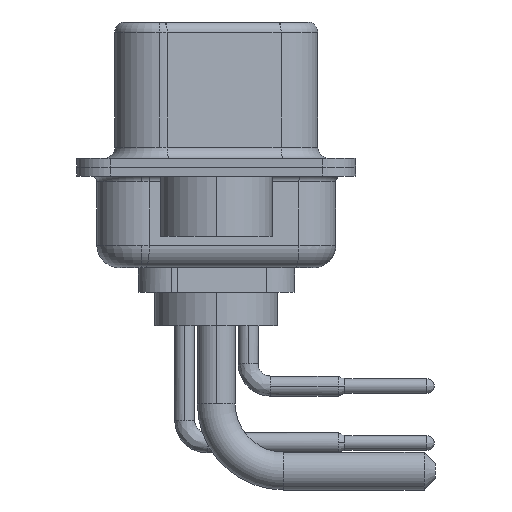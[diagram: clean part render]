
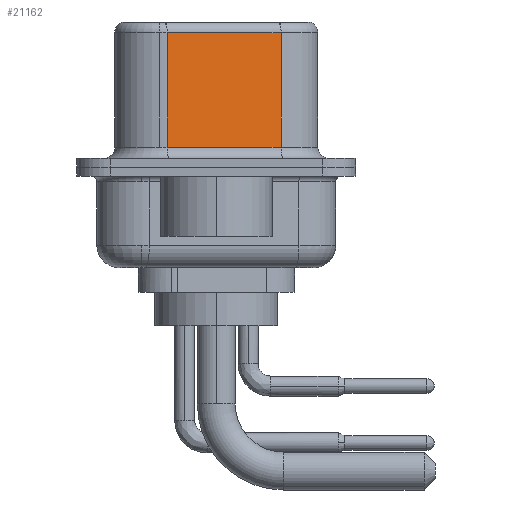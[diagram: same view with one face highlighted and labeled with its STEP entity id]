
A CAD part, left-side view. The second image highlights one B-rep face of the part: STEP entity #21162.
In plain terms, the highlighted planar face has unit normal (-0.985, -0.174, 0).
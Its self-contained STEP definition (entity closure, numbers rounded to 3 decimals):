
#28 = CARTESIAN_POINT ( 'NONE',  ( 3.68, 2.203, 6.52 ) ) ;
#951 = ORIENTED_EDGE ( 'NONE', *, *, #10410, .T. ) ;
#1111 = EDGE_CURVE ( 'NONE', #24611, #3721, #7239, .T. ) ;
#3721 = VERTEX_POINT ( 'NONE', #8205 ) ;
#4309 = DIRECTION ( 'NONE',  ( 0.174, -0.985, 0. ) ) ;
#4381 = CARTESIAN_POINT ( 'NONE',  ( 4.58, -2.897, 6.02 ) ) ;
#6320 = LINE ( 'NONE', #22899, #15890 ) ;
#6691 = CARTESIAN_POINT ( 'NONE',  ( 4.58, -2.897, 6.52 ) ) ;
#7090 = DIRECTION ( 'NONE',  ( 0., 0., -1. ) ) ;
#7239 = LINE ( 'NONE', #6691, #16936 ) ;
#7818 = PLANE ( 'NONE',  #7954 ) ;
#7954 = AXIS2_PLACEMENT_3D ( 'NONE', #20594, #22765, #16532 ) ;
#8205 = CARTESIAN_POINT ( 'NONE',  ( 4.58, -2.897, 0.9 ) ) ;
#9333 = CARTESIAN_POINT ( 'NONE',  ( 4.58, -2.897, 6.02 ) ) ;
#10410 = EDGE_CURVE ( 'NONE', #26227, #3721, #6320, .T. ) ;
#12341 = ORIENTED_EDGE ( 'NONE', *, *, #25451, .T. ) ;
#12403 = VECTOR ( 'NONE', #15884, 1000. ) ;
#14306 = CARTESIAN_POINT ( 'NONE',  ( 3.68, 2.203, 6.02 ) ) ;
#14345 = FACE_OUTER_BOUND ( 'NONE', #24578, .T. ) ;
#14418 = VECTOR ( 'NONE', #22688, 1000. ) ;
#15884 = DIRECTION ( 'NONE',  ( -0.174, 0.985, 0. ) ) ;
#15890 = VECTOR ( 'NONE', #4309, 1000. ) ;
#16532 = DIRECTION ( 'NONE',  ( -0.174, 0.985, 0. ) ) ;
#16936 = VECTOR ( 'NONE', #7090, 1000. ) ;
#17782 = LINE ( 'NONE', #9333, #12403 ) ;
#18499 = LINE ( 'NONE', #28, #14418 ) ;
#18771 = ORIENTED_EDGE ( 'NONE', *, *, #20272, .T. ) ;
#19973 = VERTEX_POINT ( 'NONE', #14306 ) ;
#20272 = EDGE_CURVE ( 'NONE', #19973, #26227, #18499, .T. ) ;
#20594 = CARTESIAN_POINT ( 'NONE',  ( 4.58, -2.897, 6.52 ) ) ;
#21162 = ADVANCED_FACE ( 'NONE', ( #14345 ), #7818, .F. ) ;
#22238 = ORIENTED_EDGE ( 'NONE', *, *, #1111, .F. ) ;
#22283 = CARTESIAN_POINT ( 'NONE',  ( 3.68, 2.203, 0.9 ) ) ;
#22688 = DIRECTION ( 'NONE',  ( 0., 0., -1. ) ) ;
#22765 = DIRECTION ( 'NONE',  ( 0.985, 0.174, 0. ) ) ;
#22899 = CARTESIAN_POINT ( 'NONE',  ( 4.58, -2.897, 0.9 ) ) ;
#24578 = EDGE_LOOP ( 'NONE', ( #22238, #12341, #18771, #951 ) ) ;
#24611 = VERTEX_POINT ( 'NONE', #4381 ) ;
#25451 = EDGE_CURVE ( 'NONE', #24611, #19973, #17782, .T. ) ;
#26227 = VERTEX_POINT ( 'NONE', #22283 ) ;
